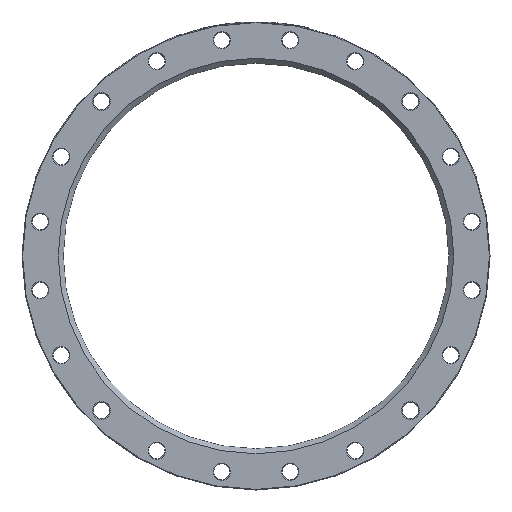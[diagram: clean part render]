
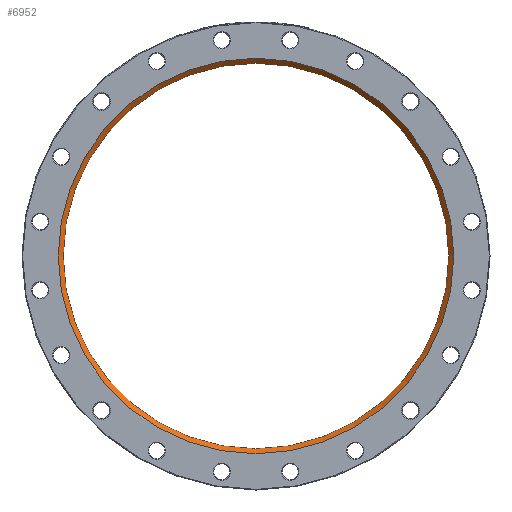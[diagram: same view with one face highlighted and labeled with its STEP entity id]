
A CAD part, left-side view. The second image highlights one B-rep face of the part: STEP entity #6952.
In plain terms, the highlighted conical face has half-angle 45 degrees and reference radius 311 mm.
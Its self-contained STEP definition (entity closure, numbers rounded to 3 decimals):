
#231 = ORIENTED_EDGE ( 'NONE', *, *, #7584, .F. ) ;
#598 = FACE_OUTER_BOUND ( 'NONE', #874, .T. ) ;
#874 = EDGE_LOOP ( 'NONE', ( #7123 ) ) ;
#979 = CARTESIAN_POINT ( 'NONE',  ( 8., 0., 0. ) ) ;
#1052 = CIRCLE ( 'NONE', #7675, 311. ) ;
#1169 = CONICAL_SURFACE ( 'NONE', #5623, 311., 0.785 ) ;
#2407 = DIRECTION ( 'NONE',  ( -1., 0., 0. ) ) ;
#2485 = EDGE_LOOP ( 'NONE', ( #231 ) ) ;
#2813 = CARTESIAN_POINT ( 'NONE',  ( 0., 0., 0. ) ) ;
#2869 = CARTESIAN_POINT ( 'NONE',  ( 8., 0., -311. ) ) ;
#3121 = FACE_BOUND ( 'NONE', #2485, .T. ) ;
#3405 = DIRECTION ( 'NONE',  ( 0., 0., -1. ) ) ;
#4281 = CARTESIAN_POINT ( 'NONE',  ( 8., 0., 0. ) ) ;
#4706 = AXIS2_PLACEMENT_3D ( 'NONE', #2813, #7619, #3405 ) ;
#5073 = EDGE_CURVE ( 'NONE', #7475, #7475, #7400, .T. ) ;
#5623 = AXIS2_PLACEMENT_3D ( 'NONE', #4281, #2407, #6735 ) ;
#5787 = CARTESIAN_POINT ( 'NONE',  ( 0., 0., -319. ) ) ;
#6735 = DIRECTION ( 'NONE',  ( 0., 0., 1. ) ) ;
#6952 = ADVANCED_FACE ( 'NONE', ( #598, #3121 ), #1169, .F. ) ;
#6998 = DIRECTION ( 'NONE',  ( 0., 0., -1. ) ) ;
#7039 = DIRECTION ( 'NONE',  ( -1., 0., 0. ) ) ;
#7123 = ORIENTED_EDGE ( 'NONE', *, *, #5073, .F. ) ;
#7400 = CIRCLE ( 'NONE', #4706, 319. ) ;
#7475 = VERTEX_POINT ( 'NONE', #5787 ) ;
#7584 = EDGE_CURVE ( 'NONE', #7798, #7798, #1052, .T. ) ;
#7619 = DIRECTION ( 'NONE',  ( 1., 0., 0. ) ) ;
#7675 = AXIS2_PLACEMENT_3D ( 'NONE', #979, #7039, #6998 ) ;
#7798 = VERTEX_POINT ( 'NONE', #2869 ) ;
